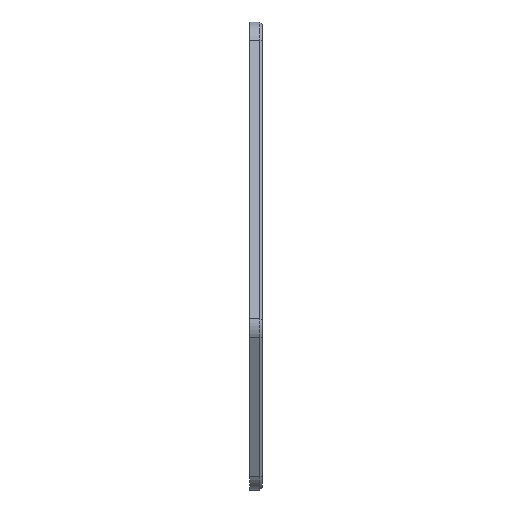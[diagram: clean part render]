
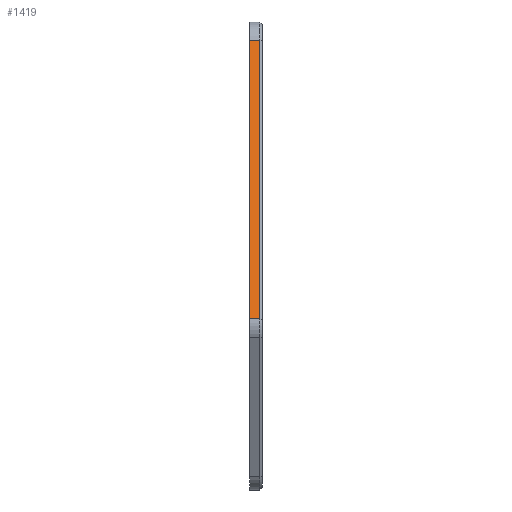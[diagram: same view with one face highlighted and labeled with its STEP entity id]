
A CAD part, front view. The second image highlights one B-rep face of the part: STEP entity #1419.
In plain terms, the highlighted planar face has unit normal (0, -0.963, 0.271).
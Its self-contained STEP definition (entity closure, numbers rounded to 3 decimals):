
#92=PLANE('',#1587);
#173=FACE_OUTER_BOUND('',#271,.T.);
#271=EDGE_LOOP('',(#1249,#1250,#1251,#1252));
#370=LINE('',#2327,#494);
#400=LINE('',#2414,#524);
#401=LINE('',#2418,#525);
#402=LINE('',#2419,#526);
#494=VECTOR('',#1900,10.);
#524=VECTOR('',#2004,10.);
#525=VECTOR('',#2009,10.);
#526=VECTOR('',#2010,10.);
#699=VERTEX_POINT('',#2321);
#700=VERTEX_POINT('',#2325);
#720=VERTEX_POINT('',#2413);
#721=VERTEX_POINT('',#2417);
#865=EDGE_CURVE('',#699,#700,#370,.T.);
#908=EDGE_CURVE('',#720,#700,#400,.T.);
#910=EDGE_CURVE('',#721,#699,#401,.T.);
#911=EDGE_CURVE('',#720,#721,#402,.T.);
#1249=ORIENTED_EDGE('',*,*,#865,.F.);
#1250=ORIENTED_EDGE('',*,*,#910,.F.);
#1251=ORIENTED_EDGE('',*,*,#911,.F.);
#1252=ORIENTED_EDGE('',*,*,#908,.T.);
#1419=ADVANCED_FACE('',(#173),#92,.T.);
#1587=AXIS2_PLACEMENT_3D('',#2416,#2007,#2008);
#1900=DIRECTION('',(0.,-0.271,-0.963));
#2004=DIRECTION('',(1.,0.,0.));
#2007=DIRECTION('center_axis',(0.,-0.963,0.271));
#2008=DIRECTION('ref_axis',(0.,-0.271,-0.963));
#2009=DIRECTION('',(1.,0.,0.));
#2010=DIRECTION('',(0.,0.271,0.963));
#2321=CARTESIAN_POINT('',(4.,-43.625,162.713));
#2325=CARTESIAN_POINT('',(4.,-74.625,52.713));
#2327=CARTESIAN_POINT('',(4.,-53.144,128.936));
#2413=CARTESIAN_POINT('',(0.,-74.625,52.713));
#2414=CARTESIAN_POINT('',(0.,-74.625,52.713));
#2416=CARTESIAN_POINT('Origin',(0.,-43.625,162.713));
#2417=CARTESIAN_POINT('',(0.,-43.625,162.713));
#2418=CARTESIAN_POINT('',(0.,-43.625,162.713));
#2419=CARTESIAN_POINT('',(0.,-74.625,52.713));
